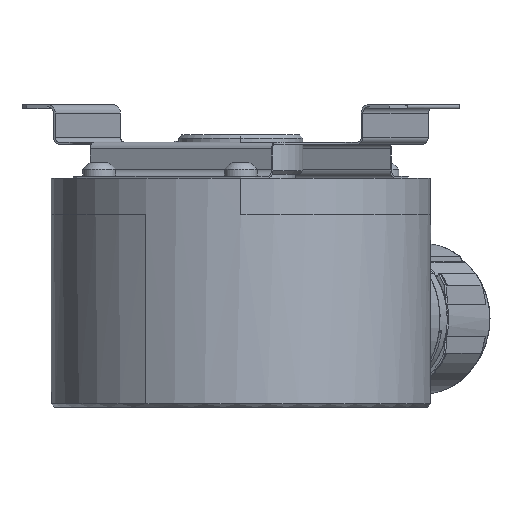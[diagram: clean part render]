
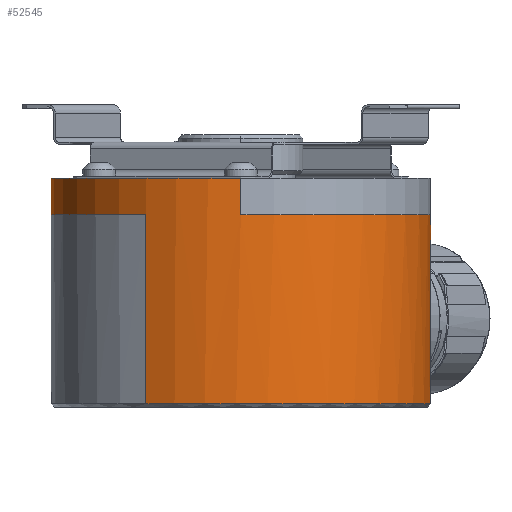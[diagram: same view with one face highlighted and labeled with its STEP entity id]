
A CAD part, left-side view. The second image highlights one B-rep face of the part: STEP entity #52545.
In plain terms, the highlighted cylindrical face has radius 29 mm (diameter 58 mm), a partial arc.
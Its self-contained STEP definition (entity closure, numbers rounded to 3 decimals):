
#13319=CARTESIAN_POINT('',(0.,0.,18.));
#13320=DIRECTION('',(0.,0.,1.));
#13321=DIRECTION('',(1.,0.,0.));
#13322=AXIS2_PLACEMENT_3D('',#13319,#13320,#13321);
#13513=DIRECTION('',(0.,0.,-1.));
#13514=VECTOR('',#13513,26.5);
#13515=CARTESIAN_POINT('',(11.306,-26.705,10.));
#13516=LINE('',#13515,#13514);
#13517=CARTESIAN_POINT('',(0.,0.,-16.5));
#13518=DIRECTION('',(0.,0.,-1.));
#13519=DIRECTION('',(0.39,-0.921,0.));
#13520=AXIS2_PLACEMENT_3D('',#13517,#13518,#13519);
#13522=CARTESIAN_POINT('',(0.,0.,12.4));
#13523=DIRECTION('',(0.,0.,1.));
#13524=DIRECTION('',(1.,0.,0.));
#13525=AXIS2_PLACEMENT_3D('',#13522,#13523,#13524);
#13527=DIRECTION('',(0.,0.,1.));
#13528=VECTOR('',#13527,5.6);
#13529=CARTESIAN_POINT('',(29.,0.,12.4));
#13530=LINE('',#13529,#13528);
#13531=DIRECTION('',(0.,0.,-1.));
#13532=VECTOR('',#13531,28.9);
#13533=CARTESIAN_POINT('',(-25.115,14.5,12.4));
#13534=LINE('',#13533,#13532);
#13544=DIRECTION('',(0.,0.,-1.));
#13545=VECTOR('',#13544,2.4);
#13546=CARTESIAN_POINT('',(25.115,-14.5,12.4));
#13547=LINE('',#13546,#13545);
#13548=CARTESIAN_POINT('',(0.,0.,12.4));
#13549=DIRECTION('',(0.,0.,1.));
#13550=DIRECTION('',(-1.,0.,0.));
#13551=AXIS2_PLACEMENT_3D('',#13548,#13549,#13550);
#13553=DIRECTION('',(0.,0.,1.));
#13554=VECTOR('',#13553,5.6);
#13555=CARTESIAN_POINT('',(-29.,0.,12.4));
#13556=LINE('',#13555,#13554);
#13767=CARTESIAN_POINT('',(0.,0.,10.));
#13768=DIRECTION('',(0.,0.,1.));
#13769=DIRECTION('',(0.39,-0.921,0.));
#13770=AXIS2_PLACEMENT_3D('',#13767,#13768,#13769);
#29402=CARTESIAN_POINT('',(29.,0.,18.));
#29403=CARTESIAN_POINT('',(-29.,0.,18.));
#29404=VERTEX_POINT('',#29402);
#29405=VERTEX_POINT('',#29403);
#32962=CARTESIAN_POINT('',(11.306,-26.705,10.));
#32963=VERTEX_POINT('',#32962);
#32966=CARTESIAN_POINT('',(25.115,-14.5,10.));
#32967=VERTEX_POINT('',#32966);
#32980=CARTESIAN_POINT('',(-25.115,14.5,-16.5));
#32981=VERTEX_POINT('',#32980);
#32982=CARTESIAN_POINT('',(11.306,-26.705,-16.5));
#32983=VERTEX_POINT('',#32982);
#33000=CARTESIAN_POINT('',(29.,0.,12.4));
#33001=CARTESIAN_POINT('',(-25.115,14.5,12.4));
#33002=VERTEX_POINT('',#33000);
#33003=VERTEX_POINT('',#33001);
#33004=CARTESIAN_POINT('',(-29.,0.,12.4));
#33005=CARTESIAN_POINT('',(25.115,-14.5,12.4));
#33006=VERTEX_POINT('',#33004);
#33007=VERTEX_POINT('',#33005);
#52519=CARTESIAN_POINT('',(0.,0.,0.));
#52520=DIRECTION('',(0.,0.,1.));
#52521=DIRECTION('',(1.,0.,0.));
#52522=AXIS2_PLACEMENT_3D('',#52519,#52520,#52521);
#52523=CYLINDRICAL_SURFACE('',#52522,29.);
#52525=ORIENTED_EDGE('',*,*,#52524,.F.);
#52527=ORIENTED_EDGE('',*,*,#52526,.T.);
#52529=ORIENTED_EDGE('',*,*,#52528,.T.);
#52531=ORIENTED_EDGE('',*,*,#52530,.F.);
#52533=ORIENTED_EDGE('',*,*,#52532,.T.);
#52535=ORIENTED_EDGE('',*,*,#52534,.T.);
#52537=ORIENTED_EDGE('',*,*,#52536,.F.);
#52539=ORIENTED_EDGE('',*,*,#52538,.F.);
#52541=ORIENTED_EDGE('',*,*,#52540,.T.);
#52542=ORIENTED_EDGE('',*,*,#52409,.T.);
#52543=EDGE_LOOP('',(#52525,#52527,#52529,#52531,#52533,#52535,#52537,#52539,
#52541,#52542));
#52544=FACE_OUTER_BOUND('',#52543,.F.);
#52545=ADVANCED_FACE('',(#52544),#52523,.T.);
#13323=CIRCLE('',#13322,29.);
#13521=CIRCLE('',#13520,29.);
#13526=CIRCLE('',#13525,29.);
#13552=CIRCLE('',#13551,29.);
#13771=CIRCLE('',#13770,29.);
#52409=EDGE_CURVE('',#29404,#29405,#13323,.T.);
#52524=EDGE_CURVE('',#33006,#29405,#13556,.T.);
#52526=EDGE_CURVE('',#33006,#33007,#13552,.T.);
#52528=EDGE_CURVE('',#33007,#32967,#13547,.T.);
#52530=EDGE_CURVE('',#32963,#32967,#13771,.T.);
#52532=EDGE_CURVE('',#32963,#32983,#13516,.T.);
#52534=EDGE_CURVE('',#32983,#32981,#13521,.T.);
#52536=EDGE_CURVE('',#33003,#32981,#13534,.T.);
#52538=EDGE_CURVE('',#33002,#33003,#13526,.T.);
#52540=EDGE_CURVE('',#33002,#29404,#13530,.T.);
